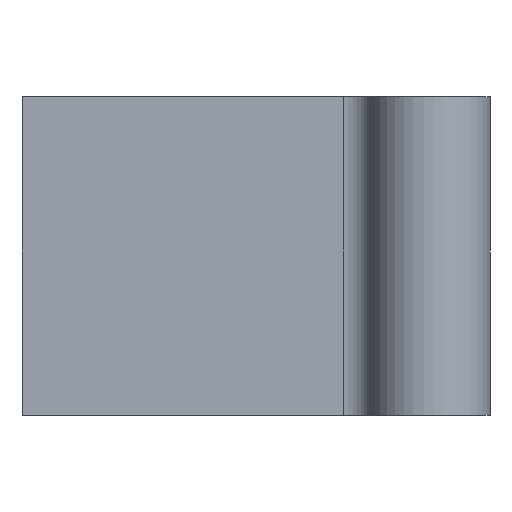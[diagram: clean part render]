
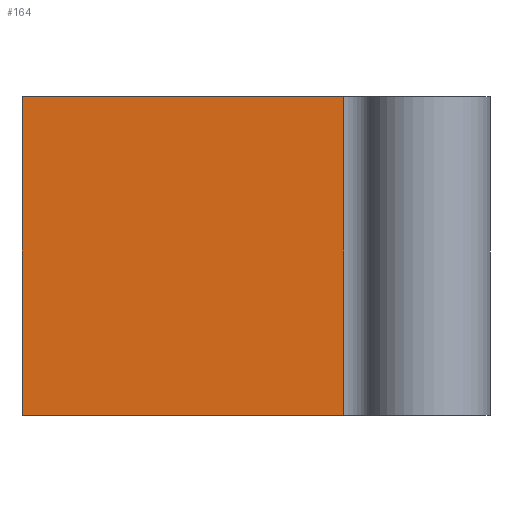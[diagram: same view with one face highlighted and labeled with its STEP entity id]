
A CAD part, top view. The second image highlights one B-rep face of the part: STEP entity #164.
In plain terms, the highlighted planar face has unit normal (0, 0, 1).
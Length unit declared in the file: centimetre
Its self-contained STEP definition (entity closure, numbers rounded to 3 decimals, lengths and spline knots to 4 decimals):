
#22=PLANE('',#184);
#32=FACE_OUTER_BOUND('',#43,.T.);
#43=EDGE_LOOP('',(#133,#134,#135,#136));
#54=LINE('',#268,#66);
#55=LINE('',#274,#67);
#56=LINE('',#276,#68);
#57=LINE('',#277,#69);
#66=VECTOR('',#218,1.);
#67=VECTOR('',#227,1.);
#68=VECTOR('',#228,1.);
#69=VECTOR('',#229,1.);
#88=VERTEX_POINT('',#261);
#91=VERTEX_POINT('',#266);
#92=VERTEX_POINT('',#273);
#93=VERTEX_POINT('',#275);
#106=EDGE_CURVE('',#91,#88,#54,.T.);
#109=EDGE_CURVE('',#92,#91,#55,.T.);
#110=EDGE_CURVE('',#93,#92,#56,.T.);
#111=EDGE_CURVE('',#93,#88,#57,.T.);
#133=ORIENTED_EDGE('',*,*,#106,.F.);
#134=ORIENTED_EDGE('',*,*,#109,.F.);
#135=ORIENTED_EDGE('',*,*,#110,.F.);
#136=ORIENTED_EDGE('',*,*,#111,.T.);
#164=ADVANCED_FACE('',(#32),#22,.T.);
#184=AXIS2_PLACEMENT_3D('',#272,#225,#226);
#218=DIRECTION('',(0.,-1.,0.));
#225=DIRECTION('center_axis',(0.,0.,1.));
#226=DIRECTION('ref_axis',(1.,0.,0.));
#227=DIRECTION('',(1.,0.,0.));
#228=DIRECTION('',(0.,1.,0.));
#229=DIRECTION('',(1.,0.,0.));
#261=CARTESIAN_POINT('',(-0.9108,0.,-0.03));
#266=CARTESIAN_POINT('',(-0.9108,3.4,-0.03));
#268=CARTESIAN_POINT('',(-0.9108,0.,-0.03));
#272=CARTESIAN_POINT('Origin',(-4.35,0.,-0.03));
#273=CARTESIAN_POINT('',(-4.35,3.4,-0.03));
#274=CARTESIAN_POINT('',(-4.35,3.4,-0.03));
#275=CARTESIAN_POINT('',(-4.35,0.,-0.03));
#276=CARTESIAN_POINT('',(-4.35,0.,-0.03));
#277=CARTESIAN_POINT('',(-4.35,0.,-0.03));
